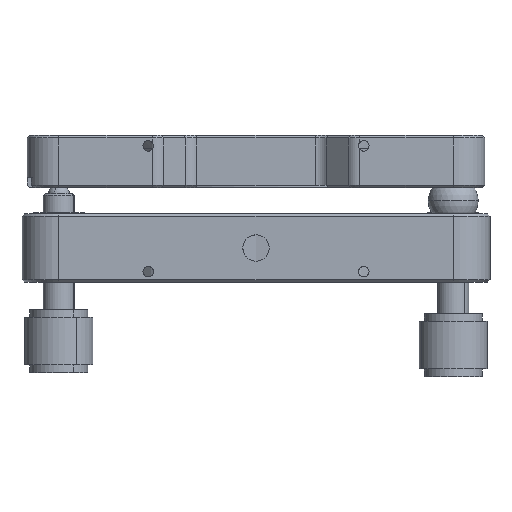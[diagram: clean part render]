
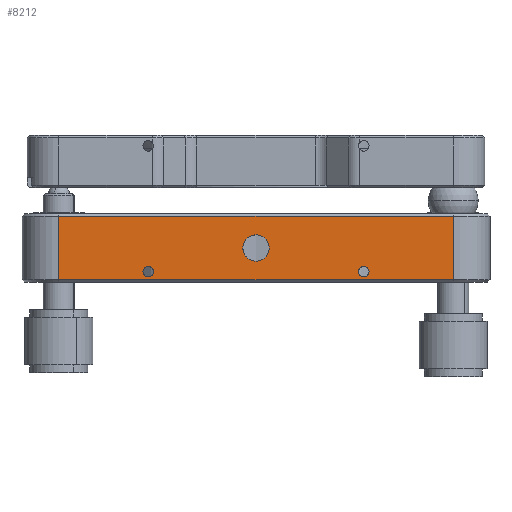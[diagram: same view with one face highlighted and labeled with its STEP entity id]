
A CAD part, front view. The second image highlights one B-rep face of the part: STEP entity #8212.
In plain terms, the highlighted planar face has unit normal (0, -1, 0).
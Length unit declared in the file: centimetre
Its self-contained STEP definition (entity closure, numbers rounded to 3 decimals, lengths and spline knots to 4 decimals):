
#500 = VERTEX_POINT ( 'NONE', #5517 ) ;
#505 = EDGE_CURVE ( 'NONE', #513, #500, #5507, .T. ) ;
#513 = VERTEX_POINT ( 'NONE', #5540 ) ;
#1026 = VERTEX_POINT ( 'NONE', #6699 ) ;
#1083 = EDGE_CURVE ( 'NONE', #1084, #1026, #6824, .T. ) ;
#1084 = VERTEX_POINT ( 'NONE', #6830 ) ;
#1134 = VERTEX_POINT ( 'NONE', #6832 ) ;
#1146 = EDGE_CURVE ( 'NONE', #1134, #1084, #6936, .T. ) ;
#1159 = EDGE_CURVE ( 'NONE', #1160, #1134, #6963, .T. ) ;
#1160 = VERTEX_POINT ( 'NONE', #6974 ) ;
#1311 = EDGE_CURVE ( 'NONE', #1026, #1160, #7236, .T. ) ;
#1350 = EDGE_CURVE ( 'NONE', #500, #513, #7296, .T. ) ;
#5504 = DIRECTION ( 'NONE',  ( 0., 0., -1. ) ) ;
#5505 = DIRECTION ( 'NONE',  ( 0., -1., 0. ) ) ;
#5506 = CARTESIAN_POINT ( 'NONE',  ( 1.8184, -3.2317, -0.45 ) ) ;
#5507 = CIRCLE ( 'NONE', #5513, 0.1 ) ;
#5513 = AXIS2_PLACEMENT_3D ( 'NONE', #5506, #5505, #5504 ) ;
#5517 = CARTESIAN_POINT ( 'NONE',  ( 1.8184, -3.2317, -0.55 ) ) ;
#5540 = CARTESIAN_POINT ( 'NONE',  ( 1.8184, -3.2317, -0.35 ) ) ;
#6699 = CARTESIAN_POINT ( 'NONE',  ( -3.9816, -3.2317, 0.6 ) ) ;
#6819 = DIRECTION ( 'NONE',  ( -1., 0., 0. ) ) ;
#6820 = VECTOR ( 'NONE', #6819, 100. ) ;
#6821 = CARTESIAN_POINT ( 'NONE',  ( 4.2184, -3.2317, 0.6 ) ) ;
#6824 = LINE ( 'NONE', #6821, #6820 ) ;
#6830 = CARTESIAN_POINT ( 'NONE',  ( 3.5184, -3.2317, 0.6 ) ) ;
#6832 = CARTESIAN_POINT ( 'NONE',  ( 3.5184, -3.2317, -0.6 ) ) ;
#6933 = DIRECTION ( 'NONE',  ( 0., 0., 1. ) ) ;
#6934 = VECTOR ( 'NONE', #6933, 100. ) ;
#6935 = CARTESIAN_POINT ( 'NONE',  ( 3.5184, -3.2317, 0.65 ) ) ;
#6936 = LINE ( 'NONE', #6935, #6934 ) ;
#6960 = DIRECTION ( 'NONE',  ( 1., 0., 0. ) ) ;
#6961 = VECTOR ( 'NONE', #6960, 100. ) ;
#6962 = CARTESIAN_POINT ( 'NONE',  ( 3.5184, -3.2317, -0.6 ) ) ;
#6963 = LINE ( 'NONE', #6962, #6961 ) ;
#6974 = CARTESIAN_POINT ( 'NONE',  ( -3.9816, -3.2317, -0.6 ) ) ;
#7232 = DIRECTION ( 'NONE',  ( 0., 0., -1. ) ) ;
#7233 = VECTOR ( 'NONE', #7232, 100. ) ;
#7234 = CARTESIAN_POINT ( 'NONE',  ( -3.9816, -3.2317, 0.65 ) ) ;
#7236 = LINE ( 'NONE', #7234, #7233 ) ;
#7285 = AXIS2_PLACEMENT_3D ( 'NONE', #7321, #7320, #7319 ) ;
#7296 = CIRCLE ( 'NONE', #7285, 0.1 ) ;
#7319 = DIRECTION ( 'NONE',  ( 0., 0., -1. ) ) ;
#7320 = DIRECTION ( 'NONE',  ( 0., -1., 0. ) ) ;
#7321 = CARTESIAN_POINT ( 'NONE',  ( 1.8184, -3.2317, -0.45 ) ) ;
#8205 = EDGE_LOOP ( 'NONE', ( #8640, #8581 ) ) ;
#8211 = ORIENTED_EDGE ( 'NONE', *, *, #8221, .F. ) ;
#8212 = ADVANCED_FACE ( 'NONE', ( #13418, #13392, #13417, #13415 ), #13416, .F. ) ;
#8221 = EDGE_CURVE ( 'NONE', #8556, #8557, #13402, .T. ) ;
#8505 = VERTEX_POINT ( 'NONE', #14048 ) ;
#8507 = VERTEX_POINT ( 'NONE', #14155 ) ;
#8536 = ORIENTED_EDGE ( 'NONE', *, *, #8546, .F. ) ;
#8540 = EDGE_LOOP ( 'NONE', ( #8211, #8536 ) ) ;
#8546 = EDGE_CURVE ( 'NONE', #8557, #8556, #14196, .T. ) ;
#8556 = VERTEX_POINT ( 'NONE', #14256 ) ;
#8557 = VERTEX_POINT ( 'NONE', #14222 ) ;
#8560 = EDGE_CURVE ( 'NONE', #8507, #8505, #14236, .T. ) ;
#8570 = ORIENTED_EDGE ( 'NONE', *, *, #1083, .T. ) ;
#8572 = ORIENTED_EDGE ( 'NONE', *, *, #1159, .T. ) ;
#8573 = ORIENTED_EDGE ( 'NONE', *, *, #1146, .T. ) ;
#8574 = EDGE_LOOP ( 'NONE', ( #8580, #8572, #8573, #8570 ) ) ;
#8575 = EDGE_LOOP ( 'NONE', ( #8576, #8582 ) ) ;
#8576 = ORIENTED_EDGE ( 'NONE', *, *, #1350, .F. ) ;
#8580 = ORIENTED_EDGE ( 'NONE', *, *, #1311, .T. ) ;
#8581 = ORIENTED_EDGE ( 'NONE', *, *, #8560, .F. ) ;
#8582 = ORIENTED_EDGE ( 'NONE', *, *, #505, .F. ) ;
#8583 = EDGE_CURVE ( 'NONE', #8505, #8507, #14300, .T. ) ;
#8640 = ORIENTED_EDGE ( 'NONE', *, *, #8583, .F. ) ;
#13392 = FACE_BOUND ( 'NONE', #8205, .T. ) ;
#13402 = CIRCLE ( 'NONE', #13460, 0.25 ) ;
#13409 = DIRECTION ( 'NONE',  ( -1., 0., 0. ) ) ;
#13410 = DIRECTION ( 'NONE',  ( 0., 1., 0. ) ) ;
#13411 = CARTESIAN_POINT ( 'NONE',  ( 4.2184, -3.2317, 0.65 ) ) ;
#13412 = AXIS2_PLACEMENT_3D ( 'NONE', #13411, #13410, #13409 ) ;
#13415 = FACE_OUTER_BOUND ( 'NONE', #8574, .T. ) ;
#13416 = PLANE ( 'NONE',  #13412 ) ;
#13417 = FACE_BOUND ( 'NONE', #8575, .T. ) ;
#13418 = FACE_BOUND ( 'NONE', #8540, .T. ) ;
#13457 = DIRECTION ( 'NONE',  ( 0., 0., -1. ) ) ;
#13458 = DIRECTION ( 'NONE',  ( 0., -1., 0. ) ) ;
#13459 = CARTESIAN_POINT ( 'NONE',  ( -0.2316, -3.2317, 0. ) ) ;
#13460 = AXIS2_PLACEMENT_3D ( 'NONE', #13459, #13458, #13457 ) ;
#14048 = CARTESIAN_POINT ( 'NONE',  ( -2.2816, -3.2317, -0.55 ) ) ;
#14155 = CARTESIAN_POINT ( 'NONE',  ( -2.2816, -3.2317, -0.35 ) ) ;
#14196 = CIRCLE ( 'NONE', #14206, 0.25 ) ;
#14197 = CARTESIAN_POINT ( 'NONE',  ( -0.2316, -3.2317, 0. ) ) ;
#14206 = AXIS2_PLACEMENT_3D ( 'NONE', #14197, #14247, #14246 ) ;
#14222 = CARTESIAN_POINT ( 'NONE',  ( -0.2316, -3.2317, 0.25 ) ) ;
#14236 = CIRCLE ( 'NONE', #14251, 0.1 ) ;
#14246 = DIRECTION ( 'NONE',  ( 0., 0., -1. ) ) ;
#14247 = DIRECTION ( 'NONE',  ( 0., -1., 0. ) ) ;
#14248 = DIRECTION ( 'NONE',  ( 0., 0., -1. ) ) ;
#14249 = DIRECTION ( 'NONE',  ( 0., -1., 0. ) ) ;
#14250 = CARTESIAN_POINT ( 'NONE',  ( -2.2816, -3.2317, -0.45 ) ) ;
#14251 = AXIS2_PLACEMENT_3D ( 'NONE', #14250, #14249, #14248 ) ;
#14256 = CARTESIAN_POINT ( 'NONE',  ( -0.2316, -3.2317, -0.25 ) ) ;
#14288 = DIRECTION ( 'NONE',  ( 0., 0., -1. ) ) ;
#14289 = DIRECTION ( 'NONE',  ( 0., -1., 0. ) ) ;
#14290 = CARTESIAN_POINT ( 'NONE',  ( -2.2816, -3.2317, -0.45 ) ) ;
#14291 = AXIS2_PLACEMENT_3D ( 'NONE', #14290, #14289, #14288 ) ;
#14300 = CIRCLE ( 'NONE', #14291, 0.1 ) ;
